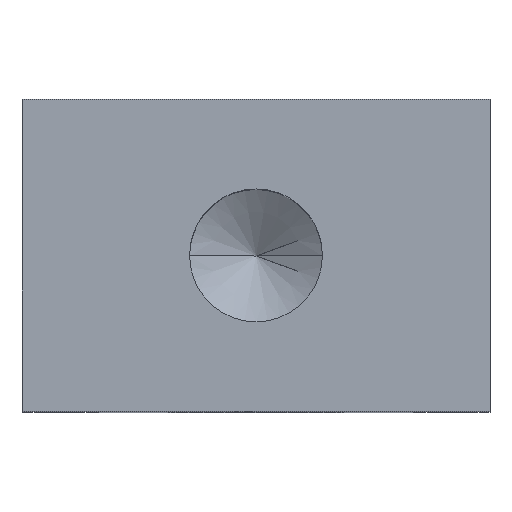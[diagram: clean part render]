
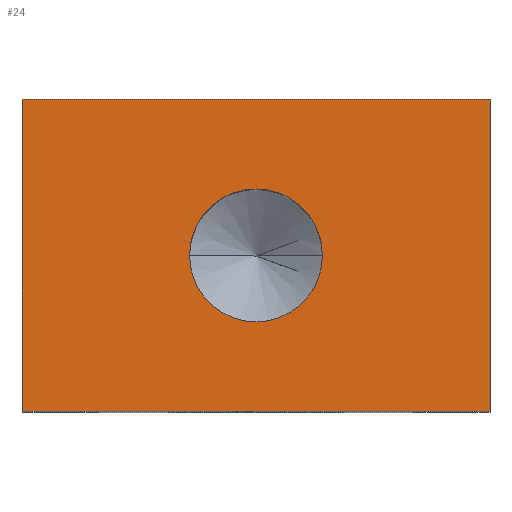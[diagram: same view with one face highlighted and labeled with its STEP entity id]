
A CAD part, top view. The second image highlights one B-rep face of the part: STEP entity #24.
In plain terms, the highlighted planar face has unit normal (0, 0, 1).
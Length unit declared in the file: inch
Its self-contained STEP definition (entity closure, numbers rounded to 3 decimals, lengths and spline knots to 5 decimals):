
#1 = VECTOR ( 'NONE', #85, 39.37008 ) ;
#8 = CARTESIAN_POINT ( 'NONE',  ( -0.1875, 0.25, 0.1875 ) ) ;
#11 = EDGE_LOOP ( 'NONE', ( #374, #206, #261, #27 ) ) ;
#22 = CARTESIAN_POINT ( 'NONE',  ( -0.1875, 0.25, 0.1875 ) ) ;
#24 = ADVANCED_FACE ( 'NONE', ( #363, #188 ), #34, .F. ) ;
#27 = ORIENTED_EDGE ( 'NONE', *, *, #304, .T. ) ;
#34 = PLANE ( 'NONE',  #406 ) ;
#39 = CARTESIAN_POINT ( 'NONE',  ( 0., 0.125, 0.1875 ) ) ;
#54 = VERTEX_POINT ( 'NONE', #184 ) ;
#56 = VECTOR ( 'NONE', #258, 39.37008 ) ;
#67 = VECTOR ( 'NONE', #96, 39.37008 ) ;
#68 = CARTESIAN_POINT ( 'NONE',  ( -0.05325, 0.125, 0.1875 ) ) ;
#69 = DIRECTION ( 'NONE',  ( 0., 0., -1. ) ) ;
#77 = DIRECTION ( 'NONE',  ( 1., 0., 0. ) ) ;
#82 = LINE ( 'NONE', #317, #1 ) ;
#85 = DIRECTION ( 'NONE',  ( 1., 0., 0. ) ) ;
#96 = DIRECTION ( 'NONE',  ( 0., -1., 0. ) ) ;
#104 = VERTEX_POINT ( 'NONE', #392 ) ;
#116 = DIRECTION ( 'NONE',  ( 0., 0., 1. ) ) ;
#137 = CARTESIAN_POINT ( 'NONE',  ( 0., 0.125, 0.1875 ) ) ;
#151 = CARTESIAN_POINT ( 'NONE',  ( -0.1875, 0.25, 0.1875 ) ) ;
#170 = LINE ( 'NONE', #416, #67 ) ;
#184 = CARTESIAN_POINT ( 'NONE',  ( -0.1875, 0., 0.1875 ) ) ;
#188 = FACE_OUTER_BOUND ( 'NONE', #11, .T. ) ;
#190 = DIRECTION ( 'NONE',  ( 1., 0., 0. ) ) ;
#202 = CARTESIAN_POINT ( 'NONE',  ( 0.1875, 0.25, 0.1875 ) ) ;
#206 = ORIENTED_EDGE ( 'NONE', *, *, #386, .F. ) ;
#208 = AXIS2_PLACEMENT_3D ( 'NONE', #137, #314, #414 ) ;
#209 = LINE ( 'NONE', #22, #56 ) ;
#210 = AXIS2_PLACEMENT_3D ( 'NONE', #39, #116, #190 ) ;
#216 = EDGE_CURVE ( 'NONE', #54, #302, #82, .T. ) ;
#232 = ORIENTED_EDGE ( 'NONE', *, *, #407, .F. ) ;
#234 = VERTEX_POINT ( 'NONE', #405 ) ;
#241 = EDGE_LOOP ( 'NONE', ( #232, #333 ) ) ;
#258 = DIRECTION ( 'NONE',  ( 0., -1., 0. ) ) ;
#261 = ORIENTED_EDGE ( 'NONE', *, *, #423, .F. ) ;
#266 = CIRCLE ( 'NONE', #208, 0.05325 ) ;
#277 = CARTESIAN_POINT ( 'NONE',  ( 0.1875, 0., 0.1875 ) ) ;
#302 = VERTEX_POINT ( 'NONE', #277 ) ;
#304 = EDGE_CURVE ( 'NONE', #234, #54, #209, .T. ) ;
#314 = DIRECTION ( 'NONE',  ( 0., 0., 1. ) ) ;
#317 = CARTESIAN_POINT ( 'NONE',  ( -0.1875, 0., 0.1875 ) ) ;
#327 = VECTOR ( 'NONE', #77, 39.37008 ) ;
#333 = ORIENTED_EDGE ( 'NONE', *, *, #408, .F. ) ;
#345 = VERTEX_POINT ( 'NONE', #202 ) ;
#363 = FACE_BOUND ( 'NONE', #241, .T. ) ;
#374 = ORIENTED_EDGE ( 'NONE', *, *, #216, .T. ) ;
#386 = EDGE_CURVE ( 'NONE', #345, #302, #170, .T. ) ;
#392 = CARTESIAN_POINT ( 'NONE',  ( 0.05325, 0.125, 0.1875 ) ) ;
#394 = DIRECTION ( 'NONE',  ( -1., 0., 0. ) ) ;
#405 = CARTESIAN_POINT ( 'NONE',  ( -0.1875, 0.25, 0.1875 ) ) ;
#406 = AXIS2_PLACEMENT_3D ( 'NONE', #8, #69, #394 ) ;
#407 = EDGE_CURVE ( 'NONE', #104, #430, #266, .T. ) ;
#408 = EDGE_CURVE ( 'NONE', #430, #104, #435, .T. ) ;
#414 = DIRECTION ( 'NONE',  ( 1., 0., 0. ) ) ;
#416 = CARTESIAN_POINT ( 'NONE',  ( 0.1875, 0.25, 0.1875 ) ) ;
#423 = EDGE_CURVE ( 'NONE', #234, #345, #427, .T. ) ;
#427 = LINE ( 'NONE', #151, #327 ) ;
#430 = VERTEX_POINT ( 'NONE', #68 ) ;
#435 = CIRCLE ( 'NONE', #210, 0.05325 ) ;
